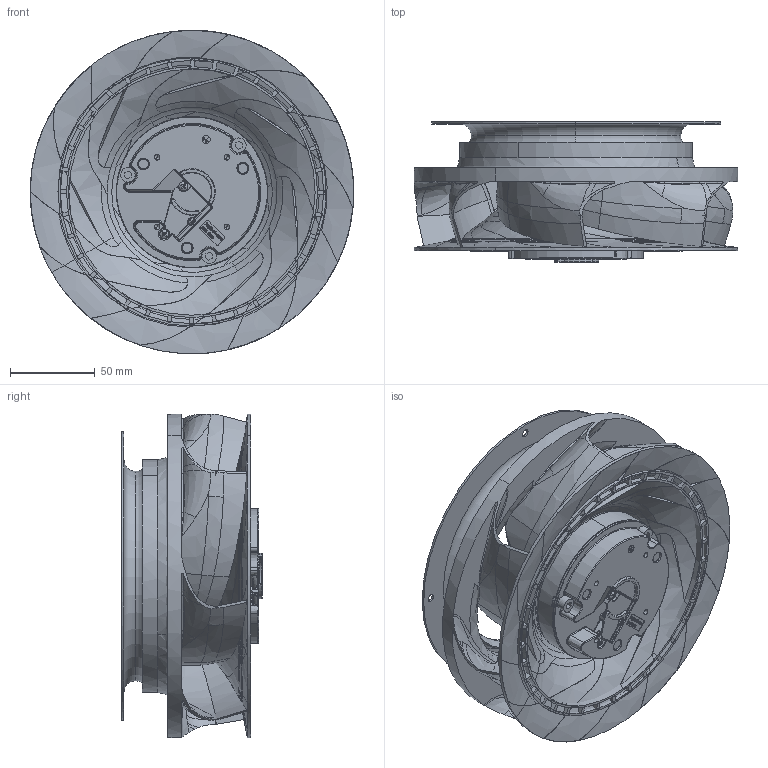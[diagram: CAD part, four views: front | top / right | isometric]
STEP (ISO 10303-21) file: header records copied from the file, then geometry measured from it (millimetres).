
FILE_DESCRIPTION (( 'STEP AP214' ), '1' );
FILE_NAME ('GTB019FUA07R-V E1.STEP', '2019-10-08T05:30:50', ( '' ), ( '' ), 'SwSTEP 2.0', 'SolidWorks 2019', '' );
FILE_SCHEMA (( 'AUTOMOTIVE_DESIGN' ));
Length unit declared in the file: millimetre
Products named in the file (16): OD55 bottom cover NEW-14_85W開模; R12-tooling-1-20190227; OD55 cable cover NN; M3-screw_5L; OD55 ring cover NN; OD55 85W CAP²Õ; OD55 全塑膠Pillow Motor; OD55 gasket_85W; OD55 Si-steel_all-(insert)_85W二次射包部分; OD55 Case_85W 軸心直角鐵殼; GTB019FUA07R-V E1; R12-MOLD-A; OD55 定子全包 (塑膠PILLOW)(開模)_85W; Nozzle-C; M5 內六角_10; OD55 塑膠Pillow定子組_85W
Assembly tree (19 placements, depth 5):
  GTB019FUA07R-V E1
    OD55 全塑膠Pillow Motor
      OD55 85W CAP²Õ
        M5 內六角_10  x3
        OD55 bottom cover NEW-14_85W開模
        OD55 ring cover NN
        M3-screw_5L  x3
        OD55 cable cover NN
      OD55 塑膠Pillow定子組_85W
        OD55 定子全包 (塑膠PILLOW)(開模)_85W
          OD55 Si-steel_all-(insert)_85W二次射包部分
        OD55 gasket_85W
    R12-tooling-1-20190227
      R12-MOLD-A
      OD55 Case_85W 軸心直角鐵殼
    Nozzle-C
Bounding box: 190.35 x 82.61 x 190.3 mm (x, y, z)
Volume: 559945.6 mm3; surface area: 276388.9 mm2
Topology: 16 solids, 35 shells, 2582 faces, 6562 edges, 4123 vertices
Faces by surface type: bspline 813, plane 690, cylinder 597, torus 305, cone 130, sphere 47
Entity records: 140737 total; most frequent: CARTESIAN_POINT 86142, ORIENTED_EDGE 12674, DIRECTION 9082, EDGE_CURVE 6337, VERTEX_POINT 4003, AXIS2_PLACEMENT_3D 3626, EDGE_LOOP 2670, FACE_OUTER_BOUND 2504
